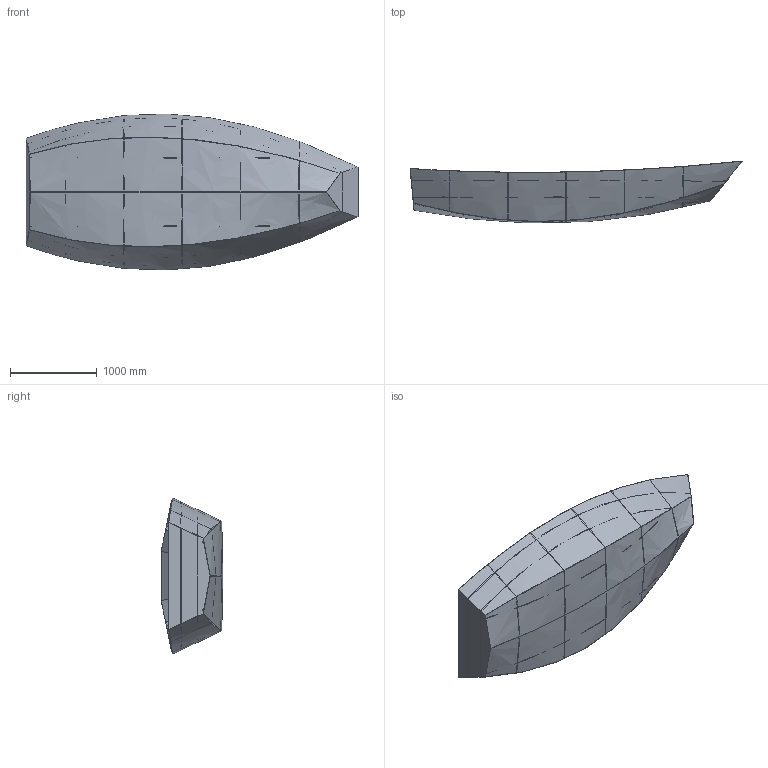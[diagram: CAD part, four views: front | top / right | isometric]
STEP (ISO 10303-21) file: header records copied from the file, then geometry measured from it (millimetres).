
FILE_DESCRIPTION(('FreeCAD Model'),'2;1');
FILE_NAME('Open CASCADE Shape Model','2025-05-03T07:35:44',('FreeCAD'),( 'FreeCAD'),'Open CASCADE STEP processor 7.6','FreeCAD','Unknown');
FILE_SCHEMA(('AUTOMOTIVE_DESIGN { 1 0 10303 214 1 1 1 1 }'));
Length unit declared in the file: millimetre
Products named in the file (1): Open CASCADE STEP translator 7.6 1
Bounding box: 3829.56 x 710.3 x 1798.96 mm (x, y, z)
Volume: 37199095.1 mm3; surface area: 20042039.8 mm2
Topology: 15 solids, 15 shells, 249 faces, 665 edges, 446 vertices
Faces by surface type: bspline 249
Entity records: 15007 total; most frequent: CARTESIAN_POINT 10871, ORIENTED_EDGE 1330, EDGE_CURVE 665, B_SPLINE_CURVE_WITH_KNOTS 655, VERTEX_POINT 446, FACE_BOUND 251, EDGE_LOOP 251, ADVANCED_FACE 249
